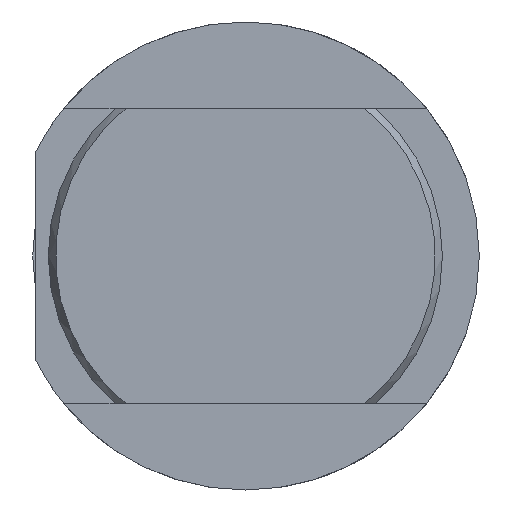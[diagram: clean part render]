
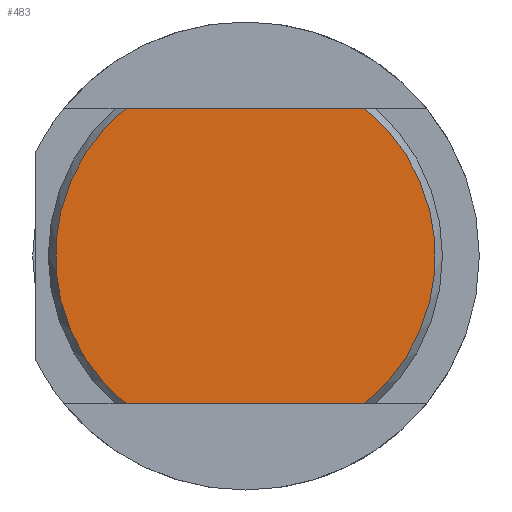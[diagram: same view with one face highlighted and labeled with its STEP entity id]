
A CAD part, left-side view. The second image highlights one B-rep face of the part: STEP entity #483.
In plain terms, the highlighted planar face has unit normal (-1, 0, 0).
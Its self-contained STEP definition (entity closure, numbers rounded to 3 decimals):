
#153 = CARTESIAN_POINT ( 'NONE',  ( 0., -4.844, -6. ) ) ;
#219 = CARTESIAN_POINT ( 'NONE',  ( 0., -4.844, 6. ) ) ;
#483 = ADVANCED_FACE ( 'NONE', ( #627 ), #2883, .F. ) ;
#627 = FACE_OUTER_BOUND ( 'NONE', #1734, .T. ) ;
#742 = LINE ( 'NONE', #3115, #747 ) ;
#746 = CIRCLE ( 'NONE', #2045, 7.711 ) ;
#747 = VECTOR ( 'NONE', #3119, 1000. ) ;
#748 = LINE ( 'NONE', #3120, #749 ) ;
#749 = VECTOR ( 'NONE', #3121, 1000. ) ;
#755 = CIRCLE ( 'NONE', #2042, 7.711 ) ;
#1047 = VERTEX_POINT ( 'NONE', #2902 ) ;
#1053 = VERTEX_POINT ( 'NONE', #2908 ) ;
#1178 = EDGE_CURVE ( 'NONE', #1047, #1053, #746, .T. ) ;
#1180 = EDGE_CURVE ( 'NONE', #1047, #3773, #742, .T. ) ;
#1181 = EDGE_CURVE ( 'NONE', #3666, #1053, #748, .T. ) ;
#1184 = EDGE_CURVE ( 'NONE', #3666, #3773, #755, .T. ) ;
#1734 = EDGE_LOOP ( 'NONE', ( #1805, #1795, #2327, #2326 ) ) ;
#1795 = ORIENTED_EDGE ( 'NONE', *, *, #1180, .F. ) ;
#1805 = ORIENTED_EDGE ( 'NONE', *, *, #1184, .T. ) ;
#2042 = AXIS2_PLACEMENT_3D ( 'NONE', #3127, #3129, #3130 ) ;
#2045 = AXIS2_PLACEMENT_3D ( 'NONE', #3106, #3113, #3114 ) ;
#2091 = AXIS2_PLACEMENT_3D ( 'NONE', #2882, #2884, #2885 ) ;
#2326 = ORIENTED_EDGE ( 'NONE', *, *, #1181, .F. ) ;
#2327 = ORIENTED_EDGE ( 'NONE', *, *, #1178, .T. ) ;
#2882 = CARTESIAN_POINT ( 'NONE',  ( 0., 0., 0. ) ) ;
#2883 = PLANE ( 'NONE',  #2091 ) ;
#2884 = DIRECTION ( 'NONE',  ( 1., 0., 0. ) ) ;
#2885 = DIRECTION ( 'NONE',  ( 0., 0., -1. ) ) ;
#2902 = CARTESIAN_POINT ( 'NONE',  ( 0., 4.844, 6. ) ) ;
#2908 = CARTESIAN_POINT ( 'NONE',  ( 0., 4.844, -6. ) ) ;
#3106 = CARTESIAN_POINT ( 'NONE',  ( 0., 0., 0. ) ) ;
#3113 = DIRECTION ( 'NONE',  ( -1., 0., 0. ) ) ;
#3114 = DIRECTION ( 'NONE',  ( 0., 0., -1. ) ) ;
#3115 = CARTESIAN_POINT ( 'NONE',  ( 0., 7.365, 6. ) ) ;
#3119 = DIRECTION ( 'NONE',  ( 0., -1., 0. ) ) ;
#3120 = CARTESIAN_POINT ( 'NONE',  ( 0., 7.365, -6. ) ) ;
#3121 = DIRECTION ( 'NONE',  ( 0., 1., 0. ) ) ;
#3127 = CARTESIAN_POINT ( 'NONE',  ( 0., 0., 0. ) ) ;
#3129 = DIRECTION ( 'NONE',  ( -1., 0., 0. ) ) ;
#3130 = DIRECTION ( 'NONE',  ( 0., 0., -1. ) ) ;
#3666 = VERTEX_POINT ( 'NONE', #153 ) ;
#3773 = VERTEX_POINT ( 'NONE', #219 ) ;
